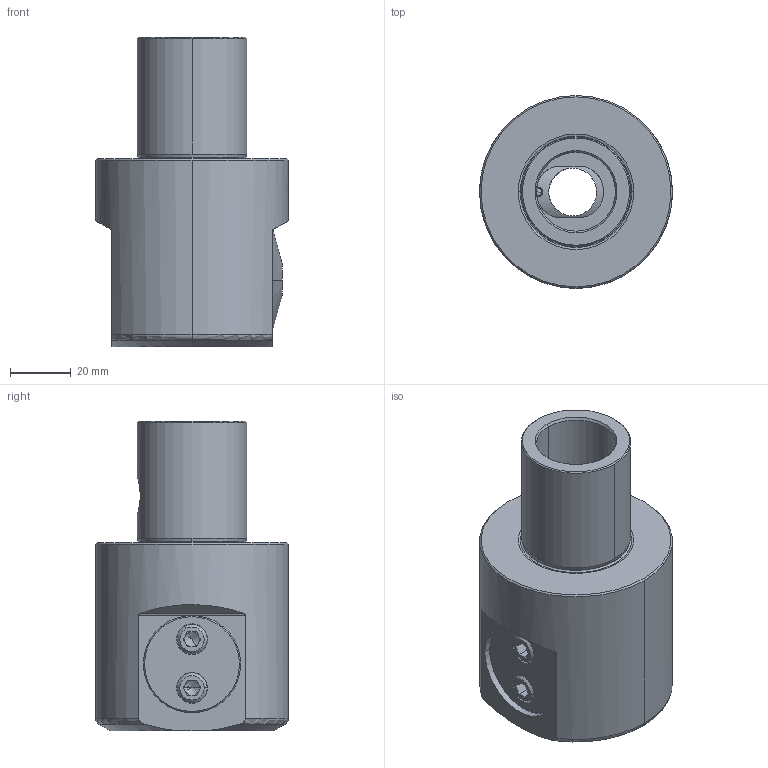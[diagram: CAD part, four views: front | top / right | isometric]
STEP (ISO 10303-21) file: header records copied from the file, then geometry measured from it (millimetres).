
FILE_DESCRIPTION(('no description'),'unknown implementation level');
FILE_NAME('73AF80A8-F77E-42CC-A58A-3E2393DDBD3F_export.stp',' ',('CIMSOURCE GmbH'),('CADClick - KiM GmbH - www.kimweb.de'),'unknown preprocess','ACIS','unknown authorization');
FILE_SCHEMA(('automotive_design'));
Length unit declared in the file: millimetre
Products named in the file (7): 112.107 Kaiser EWB 2-50 X CK6  (NV)|112.147 Kaiser Werkzeugk�rper zu EWB2-50xCK6_Standard;NONE; 112.107 Kaiser EWB 2-50 X CK6  (NV)|112.172 Kaiser Werkzeugtr�ger metr. EWN2-50_Standard|690.457 Kaiser ETL M10 X 8D_DIN 913 - M10 x 8;NONE; 112.107 Kaiser EWB 2-50 X CK6  (NV)|112.172 Kaiser Werkzeugtr�ger metr. EWN2-50_Standard|691.374 Kaiser Zyl-Sti DIN 6325 �2.5m6x22_Standard;NONE; 112.107 Kaiser EWB 2-50 X CK6  (NV)|112.172 Kaiser Werkzeugtr�ger metr. EWN2-50_Standard|112.156 Kaiser Prisma_Standard;NONE; 112.107 Kaiser EWB 2-50 X CK6  (NV)|112.172 Kaiser Werkzeugtr�ger metr. EWN2-50_Standard|112.172 Kaiser Werkzeugtr�ger metr. EWN2-50_Standard;NONE
Bounding box: 63.48 x 63.48 x 102 mm (x, y, z)
Volume: 182312.6 mm3; surface area: 41049.4 mm2
Topology: 7 solids, 7 shells, 206 faces, 516 edges, 318 vertices
Faces by surface type: plane 70, cone 60, cylinder 56, bspline 12, torus 8
Entity records: 13759 total; most frequent: CARTESIAN_POINT 3071, STYLED_ITEM 1032, PRESENTATION_STYLE_ASSIGNMENT 1032, COLOUR_RGB 1032, ORIENTED_EDGE 1016, DIRECTION 986, EDGE_CURVE 508, CURVE_STYLE 508
